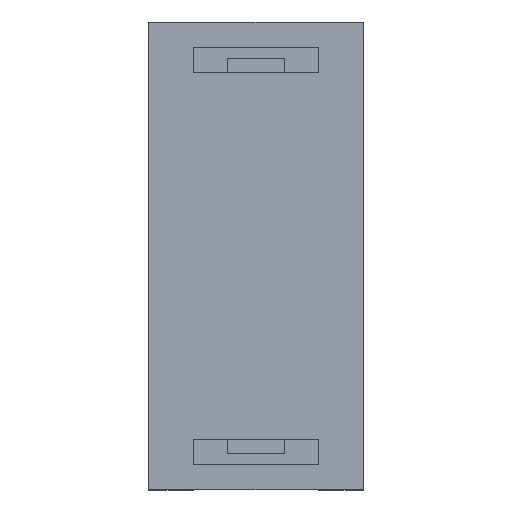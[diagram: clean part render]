
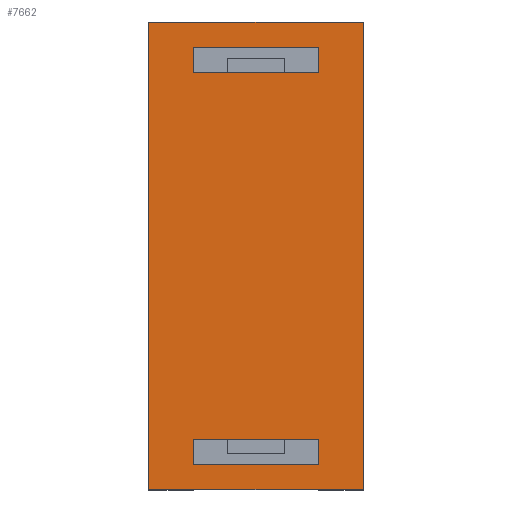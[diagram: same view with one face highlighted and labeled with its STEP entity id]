
A CAD part, top view. The second image highlights one B-rep face of the part: STEP entity #7662.
In plain terms, the highlighted planar face has unit normal (0, 0, 1).
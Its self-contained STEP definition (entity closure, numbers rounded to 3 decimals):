
#856=ORIENTED_EDGE('',*,*,#2145,.F.);
#857=ORIENTED_EDGE('',*,*,#1888,.F.);
#858=ORIENTED_EDGE('',*,*,#2146,.T.);
#859=ORIENTED_EDGE('',*,*,#1873,.T.);
#860=ORIENTED_EDGE('',*,*,#2063,.F.);
#861=ORIENTED_EDGE('',*,*,#2067,.F.);
#862=ORIENTED_EDGE('',*,*,#2061,.F.);
#863=ORIENTED_EDGE('',*,*,#2069,.F.);
#864=ORIENTED_EDGE('',*,*,#1976,.F.);
#865=ORIENTED_EDGE('',*,*,#1967,.F.);
#866=ORIENTED_EDGE('',*,*,#1972,.F.);
#867=ORIENTED_EDGE('',*,*,#1969,.F.);
#1873=EDGE_CURVE('',#2619,#2618,#3184,.T.);
#1888=EDGE_CURVE('',#2628,#2629,#3199,.T.);
#1967=EDGE_CURVE('',#2689,#2690,#3278,.T.);
#1969=EDGE_CURVE('',#2691,#2692,#3280,.T.);
#1972=EDGE_CURVE('',#2692,#2689,#3283,.T.);
#1976=EDGE_CURVE('',#2690,#2691,#3287,.T.);
#2061=EDGE_CURVE('',#2754,#2755,#3372,.T.);
#2063=EDGE_CURVE('',#2756,#2757,#3374,.T.);
#2067=EDGE_CURVE('',#2755,#2756,#3378,.T.);
#2069=EDGE_CURVE('',#2757,#2754,#3380,.T.);
#2145=EDGE_CURVE('',#2629,#2618,#3444,.T.);
#2146=EDGE_CURVE('',#2628,#2619,#3445,.T.);
#2618=VERTEX_POINT('',#10028);
#2619=VERTEX_POINT('',#10030);
#2628=VERTEX_POINT('',#10054);
#2629=VERTEX_POINT('',#10056);
#2689=VERTEX_POINT('',#10212);
#2690=VERTEX_POINT('',#10214);
#2691=VERTEX_POINT('',#10218);
#2692=VERTEX_POINT('',#10219);
#2754=VERTEX_POINT('',#10407);
#2755=VERTEX_POINT('',#10409);
#2756=VERTEX_POINT('',#10413);
#2757=VERTEX_POINT('',#10414);
#3184=LINE('',#10029,#3957);
#3199=LINE('',#10055,#3972);
#3278=LINE('',#10213,#4051);
#3280=LINE('',#10217,#4053);
#3283=LINE('',#10223,#4056);
#3287=LINE('',#10230,#4060);
#3372=LINE('',#10408,#4145);
#3374=LINE('',#10412,#4147);
#3378=LINE('',#10420,#4151);
#3380=LINE('',#10423,#4153);
#3444=LINE('',#10564,#4217);
#3445=LINE('',#10565,#4218);
#3957=VECTOR('',#8494,1000.);
#3972=VECTOR('',#8511,1000.);
#4051=VECTOR('',#8626,1000.);
#4053=VECTOR('',#8630,1000.);
#4056=VECTOR('',#8635,1000.);
#4060=VECTOR('',#8641,1000.);
#4145=VECTOR('',#8792,1000.);
#4147=VECTOR('',#8796,1000.);
#4151=VECTOR('',#8802,1000.);
#4153=VECTOR('',#8806,1000.);
#4217=VECTOR('',#8928,1000.);
#4218=VECTOR('',#8929,1000.);
#4658=EDGE_LOOP('',(#856,#857,#858,#859));
#4659=EDGE_LOOP('',(#860,#861,#862,#863));
#4660=EDGE_LOOP('',(#864,#865,#866,#867));
#4977=FACE_BOUND('',#4658,.T.);
#4978=FACE_BOUND('',#4659,.T.);
#4979=FACE_BOUND('',#4660,.T.);
#5278=PLANE('',#7980);
#7662=ADVANCED_FACE('',(#4977,#4978,#4979),#5278,.T.);
#7980=AXIS2_PLACEMENT_3D('',#10563,#8926,#8927);
#8494=DIRECTION('',(0.,1.,0.));
#8511=DIRECTION('',(0.,1.,0.));
#8626=DIRECTION('',(0.,1.,0.));
#8630=DIRECTION('',(0.,-1.,0.));
#8635=DIRECTION('',(1.,0.,0.));
#8641=DIRECTION('',(-1.,0.,0.));
#8792=DIRECTION('',(0.,-1.,0.));
#8796=DIRECTION('',(0.,1.,0.));
#8802=DIRECTION('',(1.,0.,0.));
#8806=DIRECTION('',(-1.,0.,0.));
#8926=DIRECTION('',(0.,0.,1.));
#8927=DIRECTION('',(1.,0.,0.));
#8928=DIRECTION('',(1.,0.,0.));
#8929=DIRECTION('',(1.,0.,0.));
#10028=CARTESIAN_POINT('',(6.535,3.,6.8));
#10029=CARTESIAN_POINT('',(6.535,-3.,6.8));
#10030=CARTESIAN_POINT('',(6.535,-3.,6.8));
#10054=CARTESIAN_POINT('',(-6.535,-3.,6.8));
#10055=CARTESIAN_POINT('',(-6.535,-3.,6.8));
#10056=CARTESIAN_POINT('',(-6.535,3.,6.8));
#10212=CARTESIAN_POINT('',(-5.135,-1.75,6.8));
#10213=CARTESIAN_POINT('',(-5.135,-1.75,6.8));
#10214=CARTESIAN_POINT('',(-5.135,1.75,6.8));
#10217=CARTESIAN_POINT('',(-5.835,1.75,6.8));
#10218=CARTESIAN_POINT('',(-5.835,1.75,6.8));
#10219=CARTESIAN_POINT('',(-5.835,-1.75,6.8));
#10223=CARTESIAN_POINT('',(-5.835,-1.75,6.8));
#10230=CARTESIAN_POINT('',(-5.135,1.75,6.8));
#10407=CARTESIAN_POINT('',(5.135,1.75,6.8));
#10408=CARTESIAN_POINT('',(5.135,1.75,6.8));
#10409=CARTESIAN_POINT('',(5.135,-1.75,6.8));
#10412=CARTESIAN_POINT('',(5.835,-1.75,6.8));
#10413=CARTESIAN_POINT('',(5.835,-1.75,6.8));
#10414=CARTESIAN_POINT('',(5.835,1.75,6.8));
#10420=CARTESIAN_POINT('',(5.135,-1.75,6.8));
#10423=CARTESIAN_POINT('',(5.835,1.75,6.8));
#10563=CARTESIAN_POINT('',(-6.535,-3.,6.8));
#10564=CARTESIAN_POINT('',(-6.535,3.,6.8));
#10565=CARTESIAN_POINT('',(-6.535,-3.,6.8));
